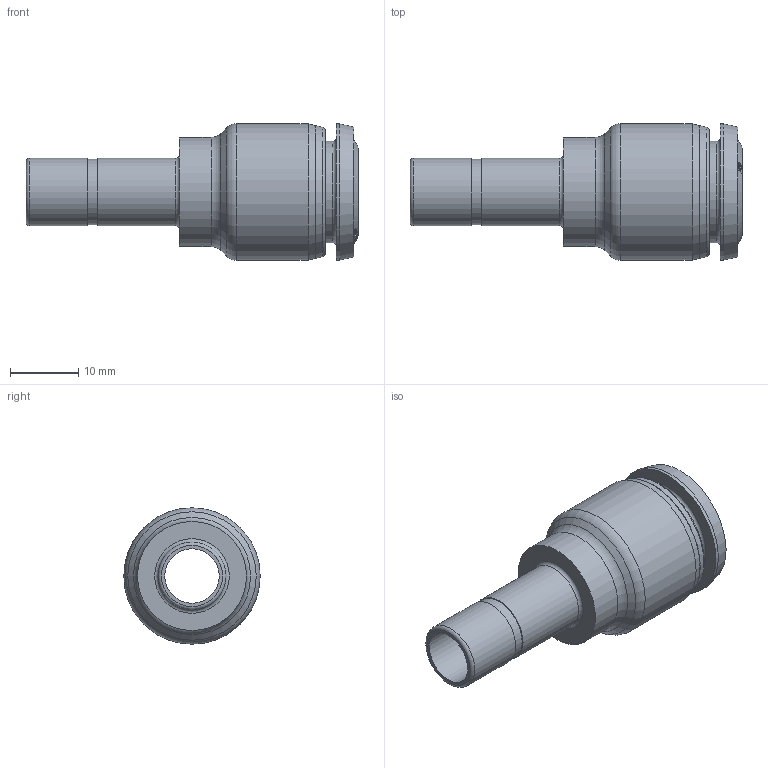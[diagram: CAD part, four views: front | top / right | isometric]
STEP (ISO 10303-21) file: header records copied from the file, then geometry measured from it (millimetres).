
FILE_DESCRIPTION (( 'STEP AP214' ), '1' );
FILE_NAME ('5570500004A.STEP', '2013-10-14T13:44:31', ( 'ST01' ), ( '' ), 'SwSTEP 2.0', 'SolidWorks 2012', '' );
FILE_SCHEMA (( 'AUTOMOTIVE_DESIGN' ));
Length unit declared in the file: millimetre
Products named in the file (1): 5570500004A
Bounding box: 48.7 x 20 x 20 mm (x, y, z)
Surface area: 3999.5 mm2 (no closed solid volume)
Topology: 0 solids, 3 shells, 87 faces, 225 edges, 147 vertices
Faces by surface type: bspline 49, cone 15, cylinder 9, plane 8, torus 6
Full cylindrical faces by diameter (mm): 8 x1, 9.6 x1, 9.95 x2, 12.2 x1, 14.85 x1, 16 x1, 20 x2
Entity records: 5933 total; most frequent: CARTESIAN_POINT 3454, ORIENTED_EDGE 364, EDGE_CURVE 194, B_SPLINE_CURVE_WITH_KNOTS 161, VERTEX_POINT 141, DIRECTION 140, EDGE_LOOP 121, FACE_OUTER_BOUND 100
